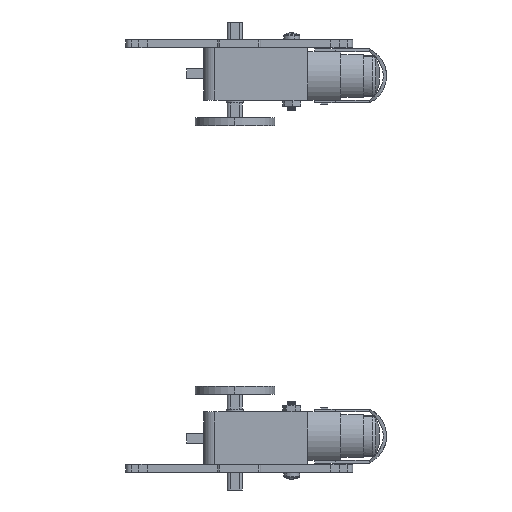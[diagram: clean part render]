
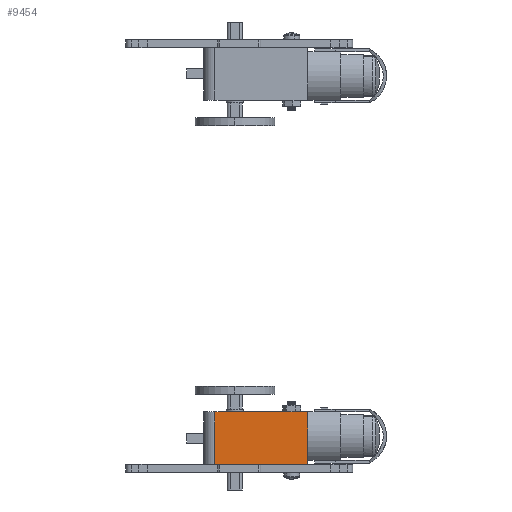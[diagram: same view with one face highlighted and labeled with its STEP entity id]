
A CAD part, front view. The second image highlights one B-rep face of the part: STEP entity #9454.
In plain terms, the highlighted planar face has unit normal (0, -1, 0).
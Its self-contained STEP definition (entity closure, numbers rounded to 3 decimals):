
#1539 = VERTEX_POINT ( 'NONE', #7829 ) ;
#1891 = CARTESIAN_POINT ( 'NONE',  ( 36.7, -11.2, 18.5 ) ) ;
#4175 = AXIS2_PLACEMENT_3D ( 'NONE', #23467, #7003, #26220 ) ;
#4619 = EDGE_LOOP ( 'NONE', ( #16744, #6780, #22092, #16883, #6769 ) ) ;
#6769 = ORIENTED_EDGE ( 'NONE', *, *, #24607, .F. ) ;
#6780 = ORIENTED_EDGE ( 'NONE', *, *, #18699, .T. ) ;
#6880 = VECTOR ( 'NONE', #10320, 1000. ) ;
#7003 = DIRECTION ( 'NONE',  ( 0., 1., 0. ) ) ;
#7111 = DIRECTION ( 'NONE',  ( 1., 0., 0. ) ) ;
#7386 = VERTEX_POINT ( 'NONE', #14148 ) ;
#7698 = CARTESIAN_POINT ( 'NONE',  ( 0., -11.2, 18.5 ) ) ;
#7829 = CARTESIAN_POINT ( 'NONE',  ( 36.7, -11.2, 10. ) ) ;
#9454 = ADVANCED_FACE ( 'NONE', ( #20694 ), #17799, .F. ) ;
#10224 = LINE ( 'NONE', #10324, #16695 ) ;
#10320 = DIRECTION ( 'NONE',  ( 1., 0., 0. ) ) ;
#10324 = CARTESIAN_POINT ( 'NONE',  ( 0., -11.2, 0. ) ) ;
#10870 = DIRECTION ( 'NONE',  ( 0., 0., -1. ) ) ;
#10907 = VECTOR ( 'NONE', #10870, 1000. ) ;
#11889 = VECTOR ( 'NONE', #21271, 1000. ) ;
#12305 = VERTEX_POINT ( 'NONE', #30522 ) ;
#13620 = CARTESIAN_POINT ( 'NONE',  ( 4., -11.2, 0. ) ) ;
#14148 = CARTESIAN_POINT ( 'NONE',  ( 36.7, -11.2, 18.5 ) ) ;
#14383 = EDGE_CURVE ( 'NONE', #29684, #12305, #10224, .T. ) ;
#15256 = CARTESIAN_POINT ( 'NONE',  ( 4., -11.2, 18.5 ) ) ;
#15657 = LINE ( 'NONE', #15256, #22143 ) ;
#16695 = VECTOR ( 'NONE', #7111, 1000. ) ;
#16744 = ORIENTED_EDGE ( 'NONE', *, *, #22691, .F. ) ;
#16883 = ORIENTED_EDGE ( 'NONE', *, *, #33075, .F. ) ;
#17799 = PLANE ( 'NONE',  #4175 ) ;
#18699 = EDGE_CURVE ( 'NONE', #20581, #29684, #15657, .T. ) ;
#19220 = LINE ( 'NONE', #1891, #11889 ) ;
#19766 = CARTESIAN_POINT ( 'NONE',  ( 4., -11.2, 18.5 ) ) ;
#20581 = VERTEX_POINT ( 'NONE', #19766 ) ;
#20694 = FACE_OUTER_BOUND ( 'NONE', #4619, .T. ) ;
#20759 = DIRECTION ( 'NONE',  ( 0., 0., -1. ) ) ;
#21271 = DIRECTION ( 'NONE',  ( 0., 0., -1. ) ) ;
#22092 = ORIENTED_EDGE ( 'NONE', *, *, #14383, .T. ) ;
#22143 = VECTOR ( 'NONE', #20759, 1000. ) ;
#22691 = EDGE_CURVE ( 'NONE', #20581, #7386, #28841, .T. ) ;
#23467 = CARTESIAN_POINT ( 'NONE',  ( 0., -11.2, 18.5 ) ) ;
#24607 = EDGE_CURVE ( 'NONE', #7386, #1539, #19220, .T. ) ;
#26220 = DIRECTION ( 'NONE',  ( 0., 0., 1. ) ) ;
#28841 = LINE ( 'NONE', #7698, #6880 ) ;
#29684 = VERTEX_POINT ( 'NONE', #13620 ) ;
#30522 = CARTESIAN_POINT ( 'NONE',  ( 36.7, -11.2, 0. ) ) ;
#32845 = LINE ( 'NONE', #32881, #10907 ) ;
#32881 = CARTESIAN_POINT ( 'NONE',  ( 36.7, -11.2, 18.5 ) ) ;
#33075 = EDGE_CURVE ( 'NONE', #1539, #12305, #32845, .T. ) ;
